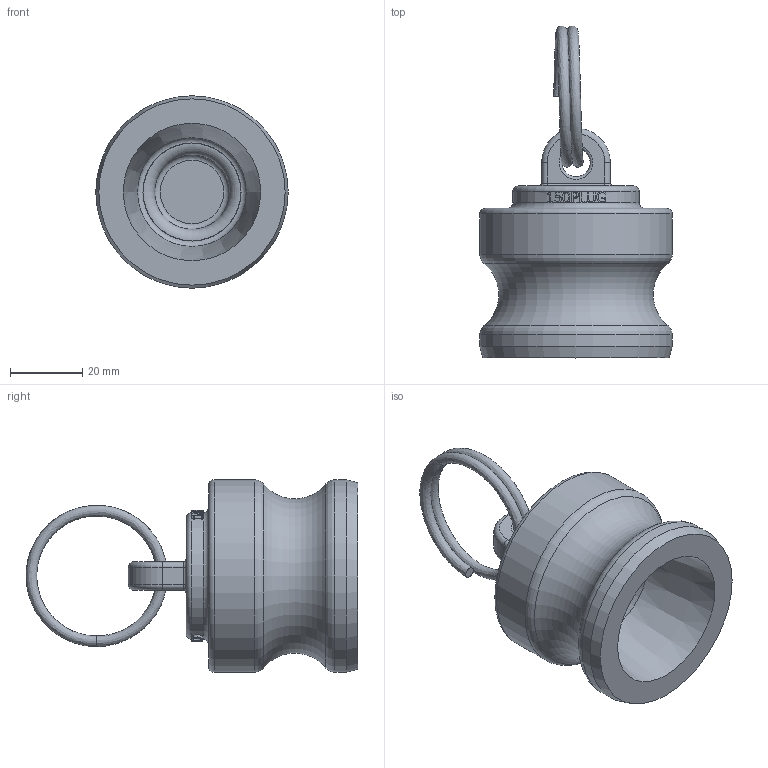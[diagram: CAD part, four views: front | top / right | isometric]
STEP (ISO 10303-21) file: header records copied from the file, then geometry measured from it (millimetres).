
FILE_DESCRIPTION(/* description */ ('1 1/2" PLUG'),/* implementation_level */ '2;1');
FILE_NAME(/* name */ '150PL.stp',/* time_stamp */ '2014-02-26T15:42:49-05:00',/* author */ ('mclevenger'),/* organization */ (''),/* preprocessor_version */ 'ST-DEVELOPER v15.2',/* originating_system */ 'Autodesk Inventor 2014',/* authorisation */ '');
FILE_SCHEMA (('AUTOMOTIVE_DESIGN { 1 0 10303 214 3 1 1 }'));
Length unit declared in the file: inch
Products named in the file (3): 150XPL; 150RING; 150PL
Bounding box: 53.34 x 91.96 x 53.34 mm (x, y, z)
Volume: 59004.3 mm3; surface area: 17852.1 mm2
Topology: 2 solids, 2 shells, 230 faces, 586 edges, 382 vertices
Faces by surface type: plane 91, bspline 87, cylinder 33, torus 17, cone 2
Full cylindrical faces by diameter (mm): 7.874 x1, 20.701 x1, 30.226 x1, 35.052 x1, 53.34 x2
Entity records: 8606 total; most frequent: CARTESIAN_POINT 3496, ORIENTED_EDGE 1134, DIRECTION 832, EDGE_CURVE 567, VERTEX_POINT 382, AXIS2_PLACEMENT_3D 290, EDGE_LOOP 273, LINE 252
